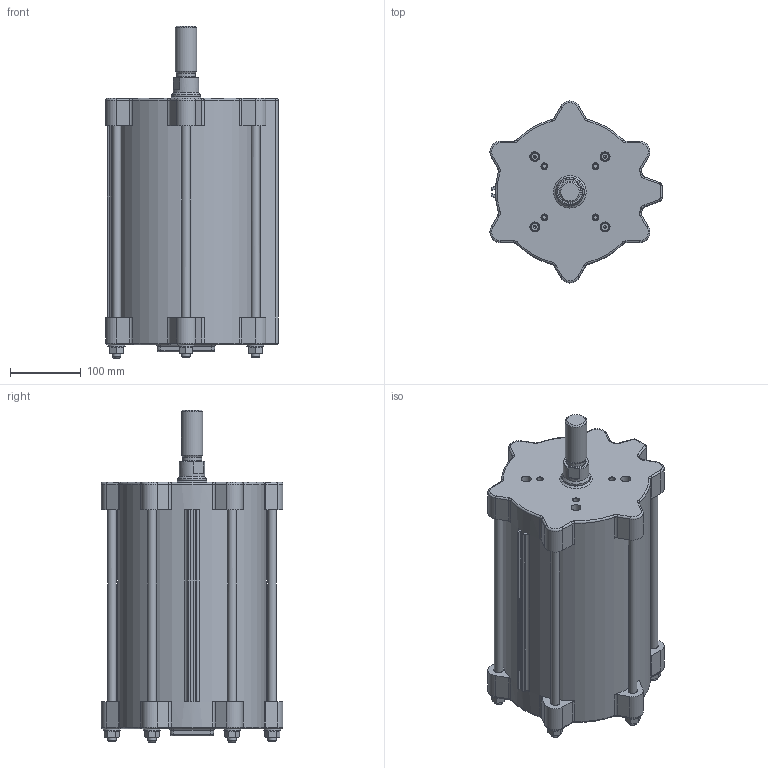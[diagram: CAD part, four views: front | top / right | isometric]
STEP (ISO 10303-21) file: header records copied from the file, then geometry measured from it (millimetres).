
FILE_DESCRIPTION(/* description */ (''),/* implementation_level */ '2;1');
FILE_NAME(/* name */ 'SC200 - 165.stp',/* time_stamp */ '2017-11-22T14:58:37+01:00',/* author */ ('Brumpreuksch'),/* organization */ (''),/* preprocessor_version */ 'ST-DEVELOPER v16.5',/* originating_system */ 'Autodesk Inventor 2017',/* authorisation */ '');
FILE_SCHEMA (('AUTOMOTIVE_DESIGN { 1 0 10303 214 3 1 1 }'));
Products named in the file (1): SC200 - 165
Bounding box: 242.86 x 256 x 468 mm (x, y, z)
Volume: 4925351.4 mm3; surface area: 936255.6 mm2
Topology: 1 solids, 26 shells, 1517 faces, 3366 edges, 1960 vertices
Faces by surface type: cylinder 382, plane 359, bspline 304, torus 210, cone 142, sphere 120
Full cylindrical faces by diameter (mm): 4.5 x4, 4.917 x7, 6 x3, 6.4 x3, 7.5 x4, 8.376 x4, 9.5 x2, 9.6 x6, 10 x12, 10.106 x8, 12 x18, 13 x12, 13.835 x4, 18 x3, 18.631 x2, 19.6 x1, 23 x2, 24 x8, 24.5 x1, 27 x1, 30 x5, 36 x1, 40 x4, 40.1 x1, 40.2 x2, 44 x2, 49.8 x1, 187.2 x2, 193 x4, 197 x1
Entity records: 47557 total; most frequent: CARTESIAN_POINT 15203, DIRECTION 6638, ORIENTED_EDGE 5884, AXIS2_PLACEMENT_3D 3003, EDGE_CURVE 2942, EDGE_LOOP 1926, VERTEX_POINT 1836, CIRCLE 1609
